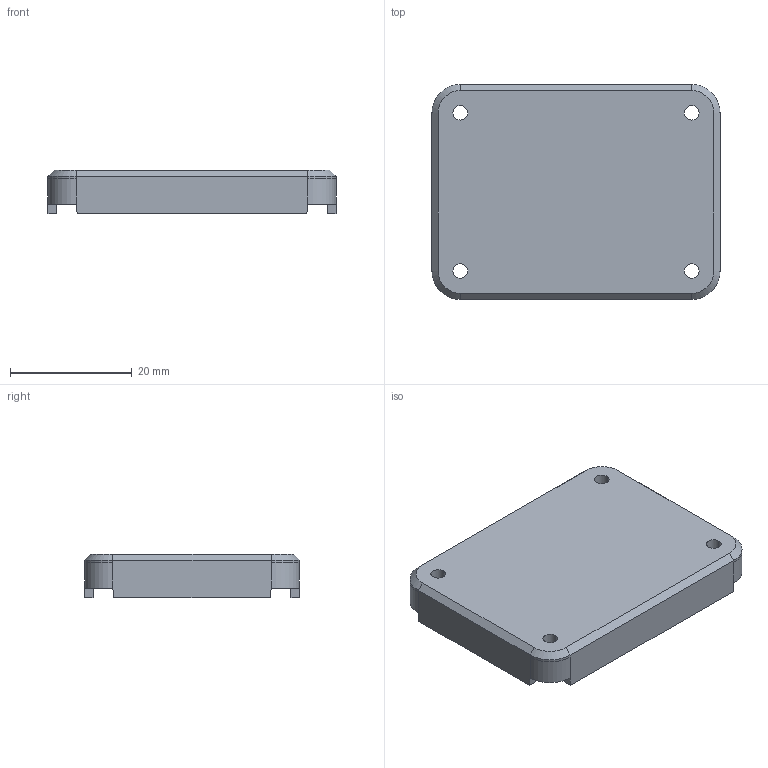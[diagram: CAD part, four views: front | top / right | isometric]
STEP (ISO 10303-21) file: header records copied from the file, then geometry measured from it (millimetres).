
FILE_DESCRIPTION (( 'STEP AP214' ), '1' );
FILE_NAME ('top..STEP', '2024-01-23T22:42:49', ( '' ), ( '' ), 'SwSTEP 2.0', 'SolidWorks 2024', '' );
FILE_SCHEMA (( 'AUTOMOTIVE_DESIGN' ));
Length unit declared in the file: millimetre
Products named in the file (2): case; top.
Assembly tree (1 placements, depth 2):
  top.
    case
Bounding box: 47.3 x 35.3 x 7.16 mm (x, y, z)
Volume: 3800.6 mm3; surface area: 5262.6 mm2
Topology: 1 solids, 1 shells, 62 faces, 164 edges, 104 vertices
Faces by surface type: plane 38, cylinder 20, cone 4
Entity records: 2653 total; most frequent: DIRECTION 336, CARTESIAN_POINT 334, ORIENTED_EDGE 328, EDGE_CURVE 164, VECTOR 124, LINE 124, AXIS2_PLACEMENT_3D 106, VERTEX_POINT 104
